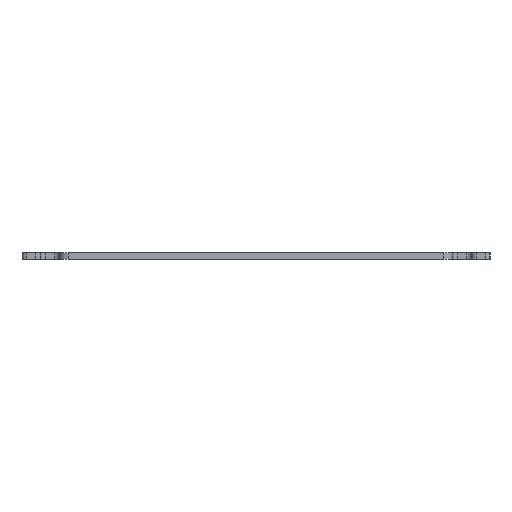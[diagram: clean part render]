
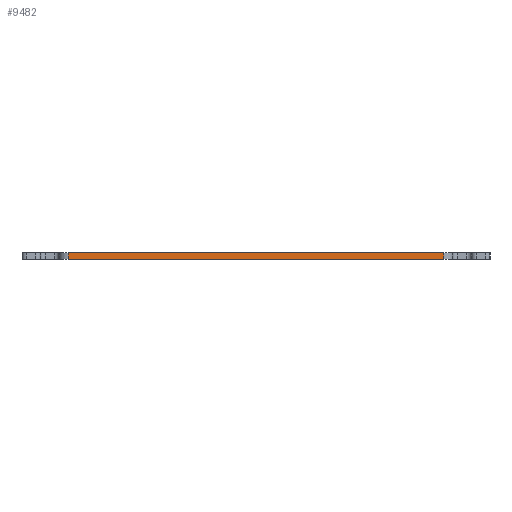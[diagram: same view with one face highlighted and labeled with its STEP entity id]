
A CAD part, left-side view. The second image highlights one B-rep face of the part: STEP entity #9482.
In plain terms, the highlighted planar face has unit normal (-1, 0, 0).
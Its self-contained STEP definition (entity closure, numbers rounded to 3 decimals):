
#1264=FACE_OUTER_BOUND('',#1776,.T.);
#1776=EDGE_LOOP('',(#8283,#8284,#8285,#8286));
#1875=LINE('',#13395,#2803);
#2745=LINE('',#15982,#3673);
#2746=LINE('',#15985,#3674);
#2747=LINE('',#15986,#3675);
#2803=VECTOR('',#10573,10.);
#3673=VECTOR('',#13181,10.);
#3674=VECTOR('',#13184,10.);
#3675=VECTOR('',#13185,10.);
#3758=VERTEX_POINT('',#13392);
#3759=VERTEX_POINT('',#13394);
#4607=VERTEX_POINT('',#15980);
#4608=VERTEX_POINT('',#15984);
#4693=EDGE_CURVE('',#3758,#3759,#1875,.T.);
#5987=EDGE_CURVE('',#4607,#3759,#2745,.T.);
#5988=EDGE_CURVE('',#4607,#4608,#2746,.T.);
#5989=EDGE_CURVE('',#4608,#3758,#2747,.T.);
#8283=ORIENTED_EDGE('',*,*,#5988,.F.);
#8284=ORIENTED_EDGE('',*,*,#5987,.T.);
#8285=ORIENTED_EDGE('',*,*,#4693,.F.);
#8286=ORIENTED_EDGE('',*,*,#5989,.F.);
#9022=PLANE('',#10422);
#9482=ADVANCED_FACE('',(#1264),#9022,.T.);
#10422=AXIS2_PLACEMENT_3D('',#15983,#13182,#13183);
#10573=DIRECTION('',(0.,-1.,0.));
#13181=DIRECTION('',(0.,0.,1.));
#13182=DIRECTION('center_axis',(-1.,0.,0.));
#13183=DIRECTION('ref_axis',(0.,-1.,0.));
#13184=DIRECTION('',(0.,1.,0.));
#13185=DIRECTION('',(0.,0.,1.));
#13392=CARTESIAN_POINT('',(22.6,-22.4,6.1));
#13394=CARTESIAN_POINT('',(22.6,-103.4,6.1));
#13395=CARTESIAN_POINT('',(22.6,-103.4,6.1));
#15980=CARTESIAN_POINT('',(22.6,-103.4,4.6));
#15982=CARTESIAN_POINT('',(22.6,-103.4,4.6));
#15983=CARTESIAN_POINT('Origin',(22.6,-22.4,4.6));
#15984=CARTESIAN_POINT('',(22.6,-22.4,4.6));
#15985=CARTESIAN_POINT('',(22.6,-103.4,4.6));
#15986=CARTESIAN_POINT('',(22.6,-22.4,4.6));
